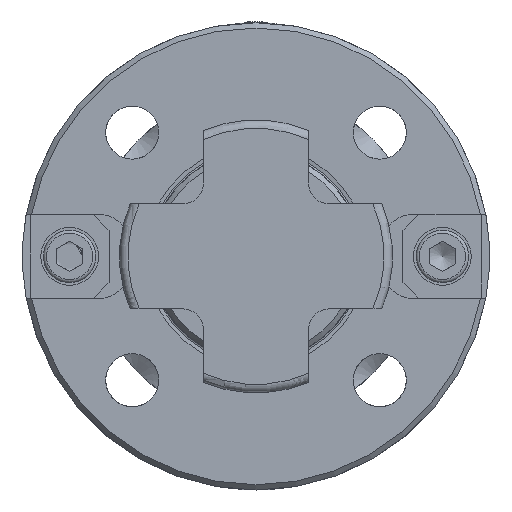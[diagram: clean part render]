
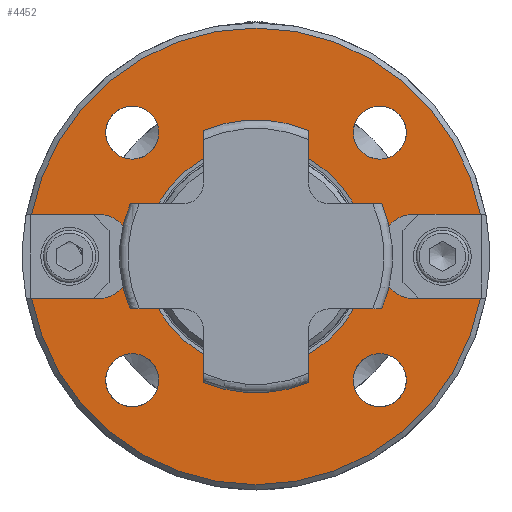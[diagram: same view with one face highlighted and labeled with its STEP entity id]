
A CAD part, left-side view. The second image highlights one B-rep face of the part: STEP entity #4452.
In plain terms, the highlighted planar face has unit normal (-1, 0, 0).
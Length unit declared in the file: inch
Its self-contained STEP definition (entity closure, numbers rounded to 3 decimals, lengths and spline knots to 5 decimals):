
#260=FACE_BOUND('',#778,.T.);
#261=FACE_BOUND('',#779,.T.);
#262=FACE_BOUND('',#780,.T.);
#263=FACE_BOUND('',#781,.T.);
#264=FACE_BOUND('',#782,.T.);
#353=PLANE('',#4873);
#522=FACE_OUTER_BOUND('',#777,.T.);
#777=EDGE_LOOP('',(#3479,#3480,#3481,#3482,#3483,#3484,#3485,#3486,#3487,
#3488,#3489,#3490));
#778=EDGE_LOOP('',(#3491,#3492));
#779=EDGE_LOOP('',(#3493,#3494));
#780=EDGE_LOOP('',(#3495,#3496));
#781=EDGE_LOOP('',(#3497,#3498));
#782=EDGE_LOOP('',(#3499,#3500));
#1070=LINE('',#7855,#1321);
#1075=LINE('',#7868,#1326);
#1079=LINE('',#7881,#1330);
#1080=LINE('',#7886,#1331);
#1081=LINE('',#7890,#1332);
#1082=LINE('',#7894,#1333);
#1321=VECTOR('',#5816,0.3937);
#1326=VECTOR('',#5831,0.3937);
#1330=VECTOR('',#5841,0.3937);
#1331=VECTOR('',#5846,0.3937);
#1332=VECTOR('',#5849,0.3937);
#1333=VECTOR('',#5852,0.3937);
#1500=CIRCLE('',#4790,0.19894);
#1501=CIRCLE('',#4791,0.19894);
#1507=CIRCLE('',#4799,0.19894);
#1508=CIRCLE('',#4800,0.19894);
#1514=CIRCLE('',#4808,0.19894);
#1515=CIRCLE('',#4809,0.19894);
#1550=CIRCLE('',#4861,0.19894);
#1551=CIRCLE('',#4862,0.19894);
#1554=CIRCLE('',#4868,0.23622);
#1555=CIRCLE('',#4871,0.23622);
#1556=CIRCLE('',#4874,1.7126);
#1557=CIRCLE('',#4875,0.23622);
#1558=CIRCLE('',#4876,0.23622);
#1559=CIRCLE('',#4877,1.7126);
#1560=CIRCLE('',#4878,0.83071);
#1561=CIRCLE('',#4879,0.83071);
#1870=VERTEX_POINT('',#7359);
#1871=VERTEX_POINT('',#7360);
#1879=VERTEX_POINT('',#7394);
#1880=VERTEX_POINT('',#7395);
#1888=VERTEX_POINT('',#7429);
#1889=VERTEX_POINT('',#7430);
#1954=VERTEX_POINT('',#7842);
#1955=VERTEX_POINT('',#7843);
#1956=VERTEX_POINT('',#7849);
#1958=VERTEX_POINT('',#7854);
#1960=VERTEX_POINT('',#7863);
#1961=VERTEX_POINT('',#7867);
#1962=VERTEX_POINT('',#7871);
#1964=VERTEX_POINT('',#7876);
#1965=VERTEX_POINT('',#7883);
#1966=VERTEX_POINT('',#7885);
#1967=VERTEX_POINT('',#7887);
#1968=VERTEX_POINT('',#7889);
#1969=VERTEX_POINT('',#7891);
#1970=VERTEX_POINT('',#7893);
#1971=VERTEX_POINT('',#7896);
#1972=VERTEX_POINT('',#7897);
#2400=EDGE_CURVE('',#1870,#1871,#1500,.T.);
#2401=EDGE_CURVE('',#1871,#1870,#1501,.T.);
#2411=EDGE_CURVE('',#1879,#1880,#1507,.T.);
#2412=EDGE_CURVE('',#1880,#1879,#1508,.T.);
#2422=EDGE_CURVE('',#1888,#1889,#1514,.T.);
#2423=EDGE_CURVE('',#1889,#1888,#1515,.T.);
#2501=EDGE_CURVE('',#1954,#1955,#1550,.T.);
#2502=EDGE_CURVE('',#1955,#1954,#1551,.T.);
#2506=EDGE_CURVE('',#1958,#1956,#1070,.T.);
#2511=EDGE_CURVE('',#1960,#1958,#1554,.T.);
#2513=EDGE_CURVE('',#1961,#1960,#1075,.T.);
#2515=EDGE_CURVE('',#1962,#1961,#1555,.T.);
#2519=EDGE_CURVE('',#1964,#1962,#1079,.T.);
#2520=EDGE_CURVE('',#1965,#1956,#1556,.T.);
#2521=EDGE_CURVE('',#1965,#1966,#1080,.T.);
#2522=EDGE_CURVE('',#1966,#1967,#1557,.T.);
#2523=EDGE_CURVE('',#1967,#1968,#1081,.T.);
#2524=EDGE_CURVE('',#1968,#1969,#1558,.T.);
#2525=EDGE_CURVE('',#1969,#1970,#1082,.T.);
#2526=EDGE_CURVE('',#1964,#1970,#1559,.T.);
#2527=EDGE_CURVE('',#1971,#1972,#1560,.T.);
#2528=EDGE_CURVE('',#1972,#1971,#1561,.T.);
#3479=ORIENTED_EDGE('',*,*,#2519,.T.);
#3480=ORIENTED_EDGE('',*,*,#2515,.T.);
#3481=ORIENTED_EDGE('',*,*,#2513,.T.);
#3482=ORIENTED_EDGE('',*,*,#2511,.T.);
#3483=ORIENTED_EDGE('',*,*,#2506,.T.);
#3484=ORIENTED_EDGE('',*,*,#2520,.F.);
#3485=ORIENTED_EDGE('',*,*,#2521,.T.);
#3486=ORIENTED_EDGE('',*,*,#2522,.T.);
#3487=ORIENTED_EDGE('',*,*,#2523,.T.);
#3488=ORIENTED_EDGE('',*,*,#2524,.T.);
#3489=ORIENTED_EDGE('',*,*,#2525,.T.);
#3490=ORIENTED_EDGE('',*,*,#2526,.F.);
#3491=ORIENTED_EDGE('',*,*,#2400,.T.);
#3492=ORIENTED_EDGE('',*,*,#2401,.T.);
#3493=ORIENTED_EDGE('',*,*,#2411,.T.);
#3494=ORIENTED_EDGE('',*,*,#2412,.T.);
#3495=ORIENTED_EDGE('',*,*,#2422,.T.);
#3496=ORIENTED_EDGE('',*,*,#2423,.T.);
#3497=ORIENTED_EDGE('',*,*,#2501,.T.);
#3498=ORIENTED_EDGE('',*,*,#2502,.T.);
#3499=ORIENTED_EDGE('',*,*,#2527,.T.);
#3500=ORIENTED_EDGE('',*,*,#2528,.T.);
#4452=ADVANCED_FACE('',(#522,#260,#261,#262,#263,#264),#353,.T.);
#4790=AXIS2_PLACEMENT_3D('',#7361,#5645,#5646);
#4791=AXIS2_PLACEMENT_3D('',#7362,#5647,#5648);
#4799=AXIS2_PLACEMENT_3D('',#7396,#5666,#5667);
#4800=AXIS2_PLACEMENT_3D('',#7397,#5668,#5669);
#4808=AXIS2_PLACEMENT_3D('',#7431,#5687,#5688);
#4809=AXIS2_PLACEMENT_3D('',#7432,#5689,#5690);
#4861=AXIS2_PLACEMENT_3D('',#7844,#5807,#5808);
#4862=AXIS2_PLACEMENT_3D('',#7845,#5809,#5810);
#4868=AXIS2_PLACEMENT_3D('',#7864,#5826,#5827);
#4871=AXIS2_PLACEMENT_3D('',#7872,#5835,#5836);
#4873=AXIS2_PLACEMENT_3D('',#7882,#5842,#5843);
#4874=AXIS2_PLACEMENT_3D('',#7884,#5844,#5845);
#4875=AXIS2_PLACEMENT_3D('',#7888,#5847,#5848);
#4876=AXIS2_PLACEMENT_3D('',#7892,#5850,#5851);
#4877=AXIS2_PLACEMENT_3D('',#7895,#5853,#5854);
#4878=AXIS2_PLACEMENT_3D('',#7898,#5855,#5856);
#4879=AXIS2_PLACEMENT_3D('',#7899,#5857,#5858);
#5645=DIRECTION('center_axis',(1.,0.,0.));
#5646=DIRECTION('ref_axis',(0.,1.,0.));
#5647=DIRECTION('center_axis',(1.,0.,0.));
#5648=DIRECTION('ref_axis',(0.,1.,0.));
#5666=DIRECTION('center_axis',(1.,0.,0.));
#5667=DIRECTION('ref_axis',(0.,0.,-1.));
#5668=DIRECTION('center_axis',(1.,0.,0.));
#5669=DIRECTION('ref_axis',(0.,0.,-1.));
#5687=DIRECTION('center_axis',(1.,0.,0.));
#5688=DIRECTION('ref_axis',(0.,-1.,0.));
#5689=DIRECTION('center_axis',(1.,0.,0.));
#5690=DIRECTION('ref_axis',(0.,-1.,0.));
#5807=DIRECTION('center_axis',(1.,0.,0.));
#5808=DIRECTION('ref_axis',(0.,0.,
1.));
#5809=DIRECTION('center_axis',(1.,0.,0.));
#5810=DIRECTION('ref_axis',(0.,0.,
1.));
#5816=DIRECTION('',(0.,-1.,0.));
#5826=DIRECTION('center_axis',(1.,0.,0.));
#5827=DIRECTION('ref_axis',(0.,0.,
1.));
#5831=DIRECTION('',(0.,0.,1.));
#5835=DIRECTION('center_axis',(1.,0.,0.));
#5836=DIRECTION('ref_axis',(0.,1.,0.));
#5841=DIRECTION('',(0.,1.,0.));
#5842=DIRECTION('center_axis',(-1.,0.,0.));
#5843=DIRECTION('ref_axis',(0.,1.,0.));
#5844=DIRECTION('center_axis',(1.,0.,0.));
#5845=DIRECTION('ref_axis',(0.,0.,
1.));
#5846=DIRECTION('',(0.,-1.,0.));
#5847=DIRECTION('center_axis',(1.,0.,0.));
#5848=DIRECTION('ref_axis',(0.,-1.,0.));
#5849=DIRECTION('',(0.,0.,-1.));
#5850=DIRECTION('center_axis',(1.,0.,0.));
#5851=DIRECTION('ref_axis',(0.,0.,
-1.));
#5852=DIRECTION('',(0.,1.,0.));
#5853=DIRECTION('center_axis',(1.,0.,0.));
#5854=DIRECTION('ref_axis',(0.,0.,
1.));
#5855=DIRECTION('center_axis',(1.,0.,0.));
#5856=DIRECTION('ref_axis',(0.,0.,-1.));
#5857=DIRECTION('center_axis',(1.,0.,0.));
#5858=DIRECTION('ref_axis',(0.,0.,-1.));
#7359=CARTESIAN_POINT('',(1.43636,1.418,-1.17445));
#7360=CARTESIAN_POINT('',(1.43636,1.02012,-1.17445));
#7361=CARTESIAN_POINT('Origin',(1.43636,1.21906,-1.17445));
#7362=CARTESIAN_POINT('Origin',(1.43636,1.21906,-1.17445));
#7394=CARTESIAN_POINT('',(1.43636,-0.63779,-1.37338));
#7395=CARTESIAN_POINT('',(1.43636,-0.63779,-0.97551));
#7396=CARTESIAN_POINT('Origin',(1.43636,-0.63779,-1.17445));
#7397=CARTESIAN_POINT('Origin',(1.43636,-0.63779,-1.17445));
#7429=CARTESIAN_POINT('',(1.43636,-0.83673,0.6824));
#7430=CARTESIAN_POINT('',(1.43636,-0.43886,0.6824));
#7431=CARTESIAN_POINT('Origin',(1.43636,-0.63779,0.6824));
#7432=CARTESIAN_POINT('Origin',(1.43636,-0.63779,0.6824));
#7842=CARTESIAN_POINT('',(1.43636,1.21906,0.88134));
#7843=CARTESIAN_POINT('',(1.43636,1.21906,0.48347));
#7844=CARTESIAN_POINT('Origin',(1.43636,1.21906,0.6824));
#7845=CARTESIAN_POINT('Origin',(1.43636,1.21906,0.6824));
#7849=CARTESIAN_POINT('',(1.43636,-1.39261,0.06973));
#7854=CARTESIAN_POINT('',(1.43636,-0.89047,0.06973));
#7855=CARTESIAN_POINT('',(1.43636,-0.61094,0.06973));
#7863=CARTESIAN_POINT('',(1.43636,-0.65425,-0.16649));
#7864=CARTESIAN_POINT('Origin',(1.43636,-0.89047,-0.16649));
#7867=CARTESIAN_POINT('',(1.43636,-0.65425,-0.32555));
#7868=CARTESIAN_POINT('',(1.43636,-0.65425,-0.8411));
#7871=CARTESIAN_POINT('',(1.43636,-0.89047,-0.56177));
#7872=CARTESIAN_POINT('Origin',(1.43636,-0.89047,-0.32555));
#7876=CARTESIAN_POINT('',(1.43636,-1.39261,-0.56177));
#7881=CARTESIAN_POINT('',(1.43636,-0.29992,-0.56177));
#7882=CARTESIAN_POINT('Origin',(1.43636,0.29063,-1.51571));
#7883=CARTESIAN_POINT('',(1.43636,1.97387,0.06973));
#7884=CARTESIAN_POINT('Origin',(1.43636,0.29063,-0.24602));
#7885=CARTESIAN_POINT('',(1.43636,1.47173,0.06973));
#7886=CARTESIAN_POINT('',(1.43636,0.88118,0.06973));
#7887=CARTESIAN_POINT('',(1.43636,1.23551,-0.16649));
#7888=CARTESIAN_POINT('Origin',(1.43636,1.47173,-0.16649));
#7889=CARTESIAN_POINT('',(1.43636,1.23551,-0.32555));
#7890=CARTESIAN_POINT('',(1.43636,1.23551,-0.92063));
#7891=CARTESIAN_POINT('',(1.43636,1.47173,-0.56177));
#7892=CARTESIAN_POINT('Origin',(1.43636,1.47173,-0.32555));
#7893=CARTESIAN_POINT('',(1.43636,1.97387,-0.56177));
#7894=CARTESIAN_POINT('',(1.43636,1.19221,-0.56177));
#7895=CARTESIAN_POINT('Origin',(1.43636,0.29063,-0.24602));
#7896=CARTESIAN_POINT('',(1.43636,0.29063,-1.07673));
#7897=CARTESIAN_POINT('',(1.43636,0.29063,0.58469));
#7898=CARTESIAN_POINT('Origin',(1.43636,0.29063,-0.24602));
#7899=CARTESIAN_POINT('Origin',(1.43636,0.29063,-0.24602));
